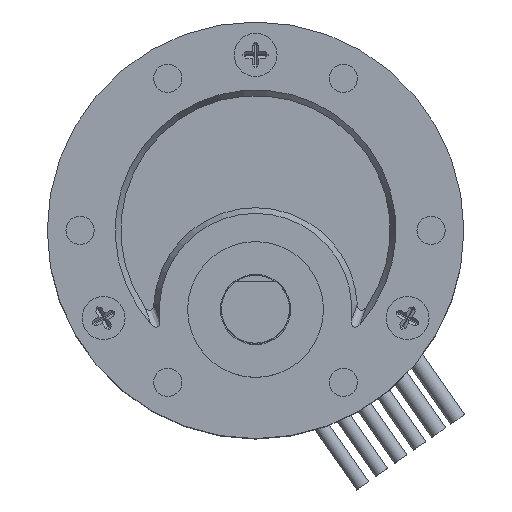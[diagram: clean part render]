
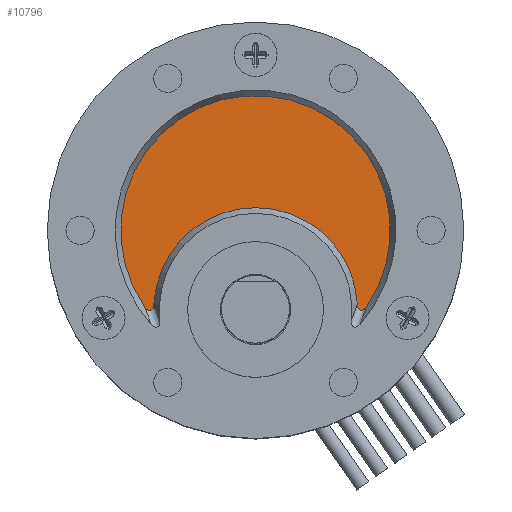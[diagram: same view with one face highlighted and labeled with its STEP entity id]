
A CAD part, top view. The second image highlights one B-rep face of the part: STEP entity #10796.
In plain terms, the highlighted planar face has unit normal (0, 0, 1).
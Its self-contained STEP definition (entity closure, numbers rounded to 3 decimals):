
#598 = EDGE_LOOP ( 'NONE', ( #9113, #16688, #29658, #20746 ) ) ;
#669 = CARTESIAN_POINT ( 'NONE',  ( 28.912, -6.518, 18.925 ) ) ;
#1239 = CARTESIAN_POINT ( 'NONE',  ( 10.54, -7.06, 18.925 ) ) ;
#1359 = CARTESIAN_POINT ( 'NONE',  ( 10.914, -6.734, 18.925 ) ) ;
#1547 = DIRECTION ( 'NONE',  ( 0., 0., 1. ) ) ;
#2419 = CARTESIAN_POINT ( 'NONE',  ( 28.999, -6.878, 18.925 ) ) ;
#4026 = VERTEX_POINT ( 'NONE', #25891 ) ;
#4090 = CARTESIAN_POINT ( 'NONE',  ( 10.596, -7.063, 18.925 ) ) ;
#4620 = CARTESIAN_POINT ( 'NONE',  ( 10.123, -6.748, 18.925 ) ) ;
#4786 = DIRECTION ( 'NONE',  ( 0., 0., 1. ) ) ;
#5125 = CARTESIAN_POINT ( 'NONE',  ( 29.307, -7.061, 18.925 ) ) ;
#5240 = CARTESIAN_POINT ( 'NONE',  ( 29.727, -6.748, 18.925 ) ) ;
#6311 = VERTEX_POINT ( 'NONE', #28947 ) ;
#6792 = CARTESIAN_POINT ( 'NONE',  ( 10.821, -6.928, 18.925 ) ) ;
#9113 = ORIENTED_EDGE ( 'NONE', *, *, #19556, .T. ) ;
#9986 = CARTESIAN_POINT ( 'NONE',  ( 10.254, -6.915, 18.925 ) ) ;
#10050 = CARTESIAN_POINT ( 'NONE',  ( 19.925, 0., 18.925 ) ) ;
#10796 = ADVANCED_FACE ( 'NONE', ( #30378 ), #18871, .T. ) ;
#11286 = AXIS2_PLACEMENT_3D ( 'NONE', #32553, #4786, #15808 ) ;
#12278 = CARTESIAN_POINT ( 'NONE',  ( 10.85, -6.881, 18.925 ) ) ;
#12558 = EDGE_CURVE ( 'NONE', #6311, #26108, #18975, .T. ) ;
#12645 = CARTESIAN_POINT ( 'NONE',  ( 10.7, -7.036, 18.925 ) ) ;
#13341 = CARTESIAN_POINT ( 'NONE',  ( 29.593, -6.918, 18.925 ) ) ;
#13685 = CARTESIAN_POINT ( 'NONE',  ( 29.027, -6.925, 18.925 ) ) ;
#13813 = CARTESIAN_POINT ( 'NONE',  ( 28.918, -6.625, 18.925 ) ) ;
#15744 = DIRECTION ( 'NONE',  ( 0., 0., -1. ) ) ;
#15792 = AXIS2_PLACEMENT_3D ( 'NONE', #32954, #15744, #32722 ) ;
#15808 = DIRECTION ( 'NONE',  ( 1., 0., 0. ) ) ;
#16381 = CARTESIAN_POINT ( 'NONE',  ( 29.411, -7.033, 18.925 ) ) ;
#16688 = ORIENTED_EDGE ( 'NONE', *, *, #24011, .T. ) ;
#17943 = CARTESIAN_POINT ( 'NONE',  ( 10.388, -7.007, 18.925 ) ) ;
#18622 = CARTESIAN_POINT ( 'NONE',  ( 28.912, -6.518, 18.925 ) ) ;
#18871 = PLANE ( 'NONE',  #11286 ) ;
#18975 = CIRCLE ( 'NONE', #19515, 11.9 ) ;
#19123 = B_SPLINE_CURVE_WITH_KNOTS ( 'NONE', 3,
 ( #21169, #34891, #9986, #17943, #20797, #1239, #4090, #12645, #35138, #6792, #12278, #1359, #23649, #26553 ),
 .UNSPECIFIED., .F., .F.,
 ( 4, 2, 2, 2, 2, 2, 4 ),
 ( 0., 0., 0., 0.001, 0.001, 0.001, 0.001 ),
 .UNSPECIFIED. ) ;
#19314 = CARTESIAN_POINT ( 'NONE',  ( 29.251, -7.063, 18.925 ) ) ;
#19515 = AXIS2_PLACEMENT_3D ( 'NONE', #10050, #1547, #21113 ) ;
#19556 = EDGE_CURVE ( 'NONE', #4026, #28454, #35295, .T. ) ;
#19731 = B_SPLINE_CURVE_WITH_KNOTS ( 'NONE', 3,
 ( #18622, #13813, #33125, #2419, #13685, #21865, #24573, #19314, #5125, #16381, #35933, #13341, #21978, #5240 ),
 .UNSPECIFIED., .F., .F.,
 ( 4, 2, 2, 2, 2, 2, 4 ),
 ( 0., 0., 0., 0.001, 0.001, 0.001, 0.001 ),
 .UNSPECIFIED. ) ;
#20746 = ORIENTED_EDGE ( 'NONE', *, *, #35870, .T. ) ;
#20797 = CARTESIAN_POINT ( 'NONE',  ( 10.437, -7.032, 18.925 ) ) ;
#21113 = DIRECTION ( 'NONE',  ( 1., 0., 0. ) ) ;
#21169 = CARTESIAN_POINT ( 'NONE',  ( 10.123, -6.748, 18.925 ) ) ;
#21865 = CARTESIAN_POINT ( 'NONE',  ( 29.101, -7.004, 18.925 ) ) ;
#21978 = CARTESIAN_POINT ( 'NONE',  ( 29.666, -6.836, 18.925 ) ) ;
#23649 = CARTESIAN_POINT ( 'NONE',  ( 10.932, -6.626, 18.925 ) ) ;
#24011 = EDGE_CURVE ( 'NONE', #28454, #6311, #19731, .T. ) ;
#24573 = CARTESIAN_POINT ( 'NONE',  ( 29.147, -7.034, 18.925 ) ) ;
#25891 = CARTESIAN_POINT ( 'NONE',  ( 10.938, -6.518, 18.925 ) ) ;
#26108 = VERTEX_POINT ( 'NONE', #4620 ) ;
#26553 = CARTESIAN_POINT ( 'NONE',  ( 10.938, -6.518, 18.925 ) ) ;
#28454 = VERTEX_POINT ( 'NONE', #669 ) ;
#28947 = CARTESIAN_POINT ( 'NONE',  ( 29.727, -6.748, 18.925 ) ) ;
#29658 = ORIENTED_EDGE ( 'NONE', *, *, #12558, .T. ) ;
#30378 = FACE_OUTER_BOUND ( 'NONE', #598, .T. ) ;
#32553 = CARTESIAN_POINT ( 'NONE',  ( 19.925, 0., 18.925 ) ) ;
#32722 = DIRECTION ( 'NONE',  ( 1., 0., 0. ) ) ;
#32954 = CARTESIAN_POINT ( 'NONE',  ( 19.925, -7., 18.925 ) ) ;
#33125 = CARTESIAN_POINT ( 'NONE',  ( 28.935, -6.73, 18.925 ) ) ;
#34891 = CARTESIAN_POINT ( 'NONE',  ( 10.184, -6.836, 18.925 ) ) ;
#35138 = CARTESIAN_POINT ( 'NONE',  ( 10.747, -7.005, 18.925 ) ) ;
#35295 = CIRCLE ( 'NONE', #15792, 9. ) ;
#35870 = EDGE_CURVE ( 'NONE', #26108, #4026, #19123, .T. ) ;
#35933 = CARTESIAN_POINT ( 'NONE',  ( 29.46, -7.008, 18.925 ) ) ;
